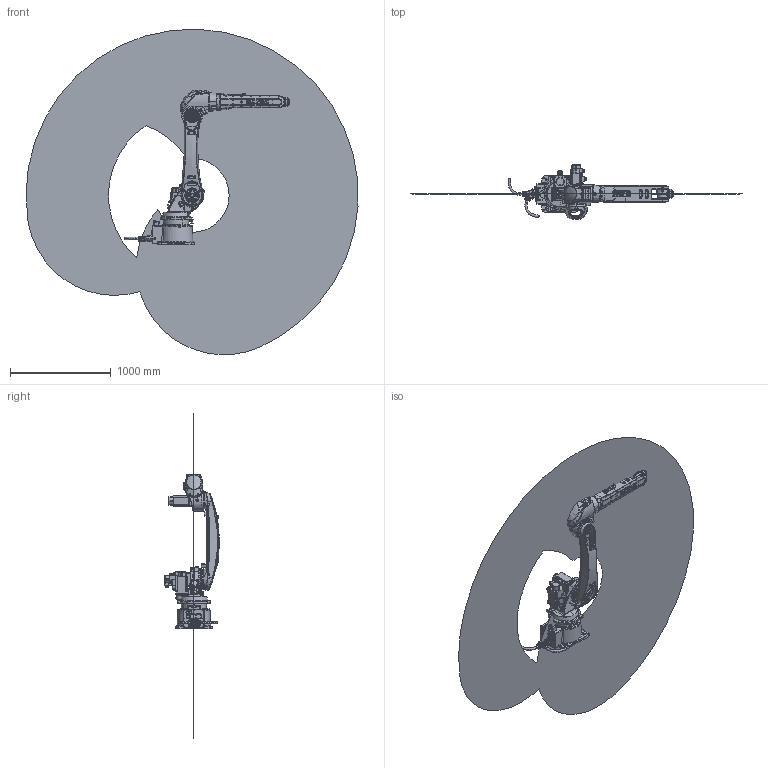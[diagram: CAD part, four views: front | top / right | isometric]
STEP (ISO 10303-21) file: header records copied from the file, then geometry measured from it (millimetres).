
FILE_DESCRIPTION (( 'STEP AP214' ), '1' );
FILE_NAME ('AN-25-25_1.8.STEP', '2024-03-25T03:11:30', ( '' ), ( '' ), 'SwSTEP 2.0', 'SolidWorks 2018', '' );
FILE_SCHEMA (( 'AUTOMOTIVE_DESIGN' ));
Length unit declared in the file: millimetre
Products named in the file (11): NB25s-yao-A^NB25-25_1.8-Models(2)_NB25-25_1.8-Models; NB25s-3Dwork-C^NB25-25_1.8-Models(2)_NB25-25_1.8-Models; NB25s-shouwan-A^NB25-25_1.8-Models(2)_NB25-25_1.8-Models; NB25s-base-A^NB25-25_1.8-Models(2)_NB25-25_1.8-Models; NB25s-xiaobihou-A^NB25-25_1.8-Models(2)_NB25-25_1.8-Models; AUTECH恅趼LOGO; NB25s-xiaobiqian-Blogo^NB25-25_1.8-Models(2)_NB25-25_1.8-Models; NB25s-dabi-A^NB25-25_1.8-Models(2)_NB25-25_1.8-Models; NB25-25_1.8-Models(2)^NB25-25_1.8-Models; AN-25-25_1.8; NB25s-shuchu-A^NB25-25_1.8-Models(2)_NB25-25_1.8-Models
Assembly tree (11 placements, depth 3):
  AN-25-25_1.8
    NB25-25_1.8-Models(2)^NB25-25_1.8-Models
      NB25s-base-A^NB25-25_1.8-Models(2)_NB25-25_1.8-Models
      NB25s-yao-A^NB25-25_1.8-Models(2)_NB25-25_1.8-Models
      NB25s-dabi-A^NB25-25_1.8-Models(2)_NB25-25_1.8-Models
      NB25s-xiaobihou-A^NB25-25_1.8-Models(2)_NB25-25_1.8-Models
      NB25s-xiaobiqian-Blogo^NB25-25_1.8-Models(2)_NB25-25_1.8-Models
      NB25s-shouwan-A^NB25-25_1.8-Models(2)_NB25-25_1.8-Models
      NB25s-shuchu-A^NB25-25_1.8-Models(2)_NB25-25_1.8-Models
      NB25s-3Dwork-C^NB25-25_1.8-Models(2)_NB25-25_1.8-Models
    AUTECH恅趼LOGO  x2
Bounding box: 3302.52 x 541.74 x 3237.07 mm (x, y, z)
Volume: 75717278.4 mm3; surface area: 10559407.9 mm2
Topology: 33 solids, 63 shells, 7089 faces, 17262 edges, 10597 vertices
Faces by surface type: plane 2258, cylinder 2084, bspline 1414, cone 722, torus 446, sphere 165
Entity records: 285212 total; most frequent: CARTESIAN_POINT 130303, ORIENTED_EDGE 33503, DIRECTION 30499, EDGE_CURVE 16755, AXIS2_PLACEMENT_3D 11841, VERTEX_POINT 10369, EDGE_LOOP 7478, FACE_OUTER_BOUND 6957
